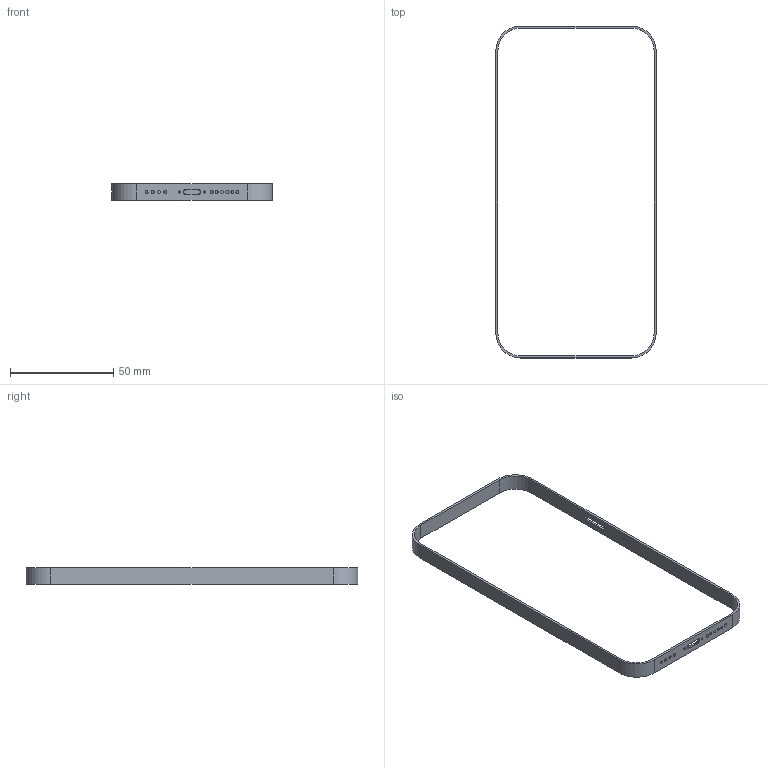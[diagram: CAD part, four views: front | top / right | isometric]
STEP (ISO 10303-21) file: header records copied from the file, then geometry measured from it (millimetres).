
FILE_DESCRIPTION (( 'STEP AP214' ), '1' );
FILE_NAME ('踢扽俋遺.STEP', '2025-01-15T03:43:38', ( '' ), ( '' ), 'SwSTEP 2.0', 'SolidWorks 2024', '' );
FILE_SCHEMA (( 'AUTOMOTIVE_DESIGN' ));
Length unit declared in the file: millimetre
Products named in the file (1): 金属外框
Bounding box: 77.58 x 160.7 x 7.85 mm (x, y, z)
Volume: 3495 mm3; surface area: 7992.9 mm2
Topology: 1 solids, 1 shells, 55 faces, 155 edges, 102 vertices
Faces by surface type: cylinder 39, plane 14, torus 2
Entity records: 1900 total; most frequent: DIRECTION 347, CARTESIAN_POINT 313, ORIENTED_EDGE 310, EDGE_CURVE 155, AXIS2_PLACEMENT_3D 136, VERTEX_POINT 102, EDGE_LOOP 85, CIRCLE 80
